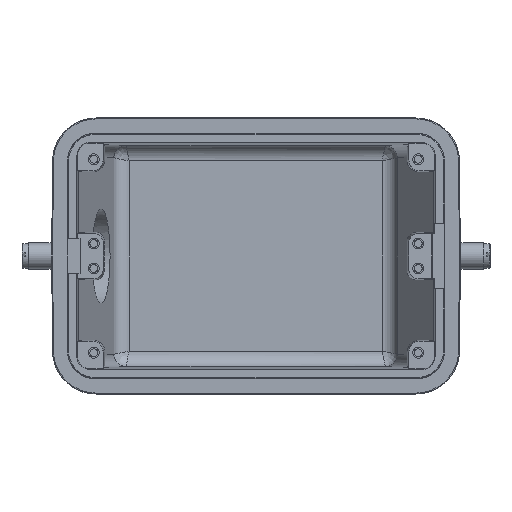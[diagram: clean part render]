
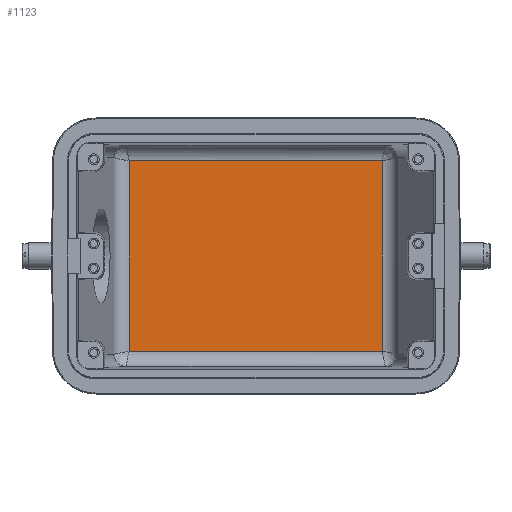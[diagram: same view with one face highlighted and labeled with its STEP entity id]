
A CAD part, front view. The second image highlights one B-rep face of the part: STEP entity #1123.
In plain terms, the highlighted planar face has unit normal (0, -1, 0).
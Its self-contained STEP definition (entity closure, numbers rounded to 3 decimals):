
#465=FACE_OUTER_BOUND('',#2117,.T.);
#1123=ADVANCED_FACE('NONE',(#465),#1413,.F.);
#1413=PLANE('',#8015);
#2117=EDGE_LOOP('',(#5422,#5423,#5424,#5425));
#2795=LINE('',#12892,#3506);
#2796=LINE('',#12894,#3507);
#2804=LINE('',#12933,#3515);
#2833=LINE('',#13198,#3544);
#3506=VECTOR('',#9774,1.);
#3507=VECTOR('',#9777,1.);
#3515=VECTOR('',#9805,1.);
#3544=VECTOR('',#9892,1.);
#5422=ORIENTED_EDGE('',*,*,#7156,.F.);
#5423=ORIENTED_EDGE('',*,*,#7170,.F.);
#5424=ORIENTED_EDGE('',*,*,#7217,.T.);
#5425=ORIENTED_EDGE('',*,*,#7157,.F.);
#6158=VERTEX_POINT('',#12580);
#6175=VERTEX_POINT('',#12716);
#6199=VERTEX_POINT('',#12895);
#6205=VERTEX_POINT('',#12932);
#7156=EDGE_CURVE('NONE',#6175,#6158,#2795,.T.);
#7157=EDGE_CURVE('NONE',#6158,#6199,#2796,.T.);
#7170=EDGE_CURVE('NONE',#6205,#6175,#2804,.T.);
#7217=EDGE_CURVE('NONE',#6205,#6199,#2833,.T.);
#8015=AXIS2_PLACEMENT_3D('',#13199,#9893,#9894);
#9774=DIRECTION('',(1.,0.,0.));
#9777=DIRECTION('',(0.,0.,-1.));
#9805=DIRECTION('',(0.,0.,1.));
#9892=DIRECTION('',(1.,0.,0.));
#9893=DIRECTION('',(0.,1.,0.));
#9894=DIRECTION('',(0.,0.,1.));
#12580=CARTESIAN_POINT('',(40.433,90.,30.488));
#12716=CARTESIAN_POINT('',(-40.687,90.,30.488));
#12892=CARTESIAN_POINT('',(44.554,90.,30.488));
#12894=CARTESIAN_POINT('',(40.433,90.,-36.3));
#12895=CARTESIAN_POINT('',(40.433,90.,-30.488));
#12932=CARTESIAN_POINT('',(-40.687,90.,-30.488));
#12933=CARTESIAN_POINT('',(-40.687,90.,-36.3));
#13198=CARTESIAN_POINT('',(44.554,90.,-30.488));
#13199=CARTESIAN_POINT('',(44.554,90.,-36.3));
